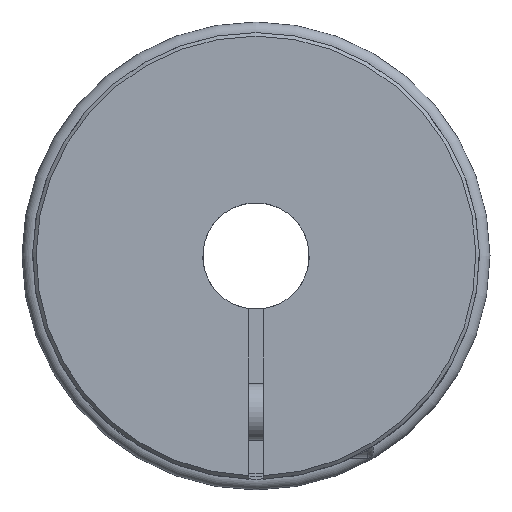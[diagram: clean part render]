
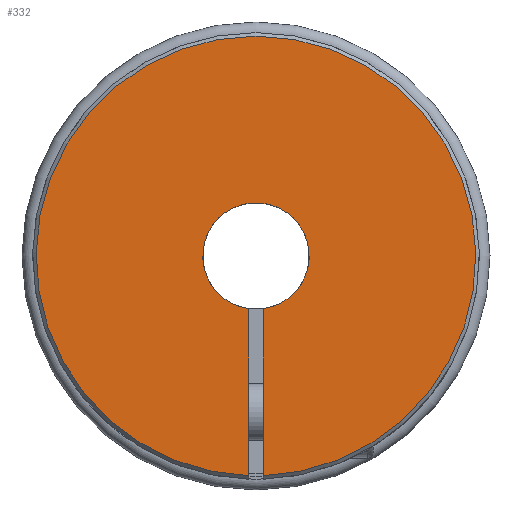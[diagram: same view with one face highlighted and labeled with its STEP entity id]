
A CAD part, left-side view. The second image highlights one B-rep face of the part: STEP entity #332.
In plain terms, the highlighted planar face has unit normal (-1, 0, 0).
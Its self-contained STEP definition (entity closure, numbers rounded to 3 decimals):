
#332 = ADVANCED_FACE( '', ( #754 ), #755, .T. );
#754 = FACE_OUTER_BOUND( '', #1219, .T. );
#755 = PLANE( '', #1220 );
#1219 = EDGE_LOOP( '', ( #2011, #2012, #2013, #2014 ) );
#1220 = AXIS2_PLACEMENT_3D( '', #2015, #2016, #2017 );
#2011 = ORIENTED_EDGE( '', *, *, #2491, .F. );
#2012 = ORIENTED_EDGE( '', *, *, #2479, .T. );
#2013 = ORIENTED_EDGE( '', *, *, #2324, .F. );
#2014 = ORIENTED_EDGE( '', *, *, #2506, .T. );
#2015 = CARTESIAN_POINT( '', ( -34.768, 0., 6.5 ) );
#2016 = DIRECTION( '', ( -1., 0., 0. ) );
#2017 = DIRECTION( '', ( 0., 0., 1. ) );
#2324 = EDGE_CURVE( '', #2716, #2708, #2718, .T. );
#2479 = EDGE_CURVE( '', #2936, #2708, #2938, .F. );
#2491 = EDGE_CURVE( '', #2936, #2952, #2953, .T. );
#2506 = EDGE_CURVE( '', #2716, #2952, #2971, .T. );
#2708 = VERTEX_POINT( '', #3215 );
#2716 = VERTEX_POINT( '', #3228 );
#2718 = LINE( '', #3231, #3232 );
#2936 = VERTEX_POINT( '', #3817 );
#2938 = CIRCLE( '', #3820, 7.5 );
#2952 = VERTEX_POINT( '', #3988 );
#2953 = LINE( '', #3989, #3990 );
#2971 = CIRCLE( '', #4010, 31. );
#3215 = CARTESIAN_POINT( '', ( -34.768, -1., -7.433 ) );
#3228 = CARTESIAN_POINT( '', ( -34.768, -1., -30.984 ) );
#3231 = CARTESIAN_POINT( '', ( -34.768, -1., -5.916 ) );
#3232 = VECTOR( '', #4192, 1000. );
#3817 = CARTESIAN_POINT( '', ( -34.768, 1., -7.433 ) );
#3820 = AXIS2_PLACEMENT_3D( '', #4397, #4398, #4399 );
#3988 = CARTESIAN_POINT( '', ( -34.768, 1., -30.984 ) );
#3989 = CARTESIAN_POINT( '', ( -34.768, 1., -5.916 ) );
#3990 = VECTOR( '', #4406, 1000. );
#4010 = AXIS2_PLACEMENT_3D( '', #4421, #4422, #4423 );
#4192 = DIRECTION( '', ( 0., 0., 1. ) );
#4397 = CARTESIAN_POINT( '', ( -34.768, 0., 0. ) );
#4398 = DIRECTION( '', ( -1., 0., 0. ) );
#4399 = DIRECTION( '', ( 0., 0., 1. ) );
#4406 = DIRECTION( '', ( 0., 0., -1. ) );
#4421 = CARTESIAN_POINT( '', ( -34.768, 0., 0. ) );
#4422 = DIRECTION( '', ( -1., 0., 0. ) );
#4423 = DIRECTION( '', ( 0., 0., 1. ) );
